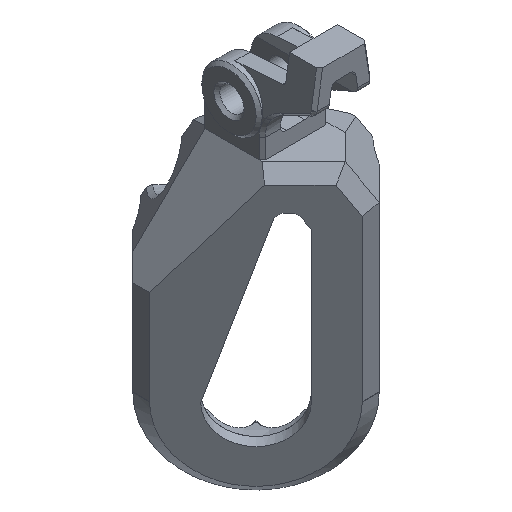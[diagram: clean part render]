
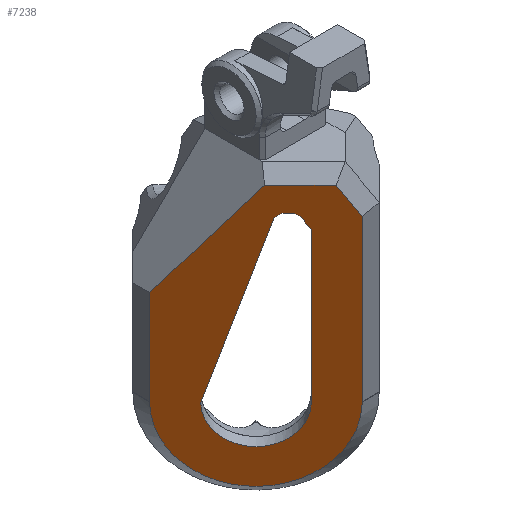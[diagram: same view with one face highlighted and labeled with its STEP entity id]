
A CAD part, isometric view. The second image highlights one B-rep face of the part: STEP entity #7238.
In plain terms, the highlighted planar face has unit normal (-0.707, -0.707, -0.035).
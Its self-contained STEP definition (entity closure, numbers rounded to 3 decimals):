
#49=CIRCLE('',#7575,3.);
#50=CIRCLE('',#7576,3.);
#51=CIRCLE('',#7577,13.);
#108=FACE_BOUND('',#974,.T.);
#552=FACE_OUTER_BOUND('',#973,.T.);
#973=EDGE_LOOP('',(#5594,#5595,#5596,#5597,#5598,#5599,#5600,#5601));
#974=EDGE_LOOP('',(#5602,#5603,#5604,#5605,#5606,#5607,#5608));
#1477=LINE('',#11889,#1928);
#1480=LINE('',#11894,#1931);
#1482=LINE('',#11898,#1933);
#1483=LINE('',#11921,#1934);
#1484=LINE('',#11922,#1935);
#1485=LINE('',#11925,#1936);
#1486=LINE('',#11929,#1937);
#1487=LINE('',#11933,#1938);
#1488=LINE('',#11935,#1939);
#1928=VECTOR('',#8172,10.);
#1931=VECTOR('',#8177,10.);
#1933=VECTOR('',#8181,10.);
#1934=VECTOR('',#8182,10.);
#1935=VECTOR('',#8183,10.);
#1936=VECTOR('',#8184,10.);
#1937=VECTOR('',#8187,10.);
#1938=VECTOR('',#8190,10.);
#1939=VECTOR('',#8191,10.);
#2370=B_SPLINE_CURVE_WITH_KNOTS('',3,(#11900,#11901,#11902,#11903),
 .UNSPECIFIED.,.F.,.F.,(4,4),(-1.576,-1.571),
 .UNSPECIFIED.);
#2371=B_SPLINE_CURVE_WITH_KNOTS('',3,(#11905,#11906,#11907,#11908,#11909,
#11910,#11911,#11912,#11913,#11914),.UNSPECIFIED.,.F.,.F.,(4,1,1,1,1,1,
1,4),(-4.708,-4.26,-3.813,-3.365,
-2.918,-2.47,-2.023,-1.576),
 .UNSPECIFIED.);
#2372=B_SPLINE_CURVE_WITH_KNOTS('',3,(#11916,#11917,#11918,#11919),
 .UNSPECIFIED.,.F.,.F.,(4,4),(1.571,1.576),
 .UNSPECIFIED.);
#3078=VERTEX_POINT('',#11886);
#3079=VERTEX_POINT('',#11888);
#3080=VERTEX_POINT('',#11893);
#3081=VERTEX_POINT('',#11897);
#3082=VERTEX_POINT('',#11899);
#3083=VERTEX_POINT('',#11904);
#3084=VERTEX_POINT('',#11915);
#3085=VERTEX_POINT('',#11920);
#3086=VERTEX_POINT('',#11923);
#3087=VERTEX_POINT('',#11924);
#3088=VERTEX_POINT('',#11926);
#3089=VERTEX_POINT('',#11928);
#3090=VERTEX_POINT('',#11930);
#3091=VERTEX_POINT('',#11932);
#3092=VERTEX_POINT('',#11934);
#3974=EDGE_CURVE('',#3079,#3078,#1477,.T.);
#3977=EDGE_CURVE('',#3079,#3080,#1480,.T.);
#3979=EDGE_CURVE('',#3081,#3078,#1482,.T.);
#3980=EDGE_CURVE('',#3082,#3081,#2370,.T.);
#3981=EDGE_CURVE('',#3083,#3082,#2371,.T.);
#3982=EDGE_CURVE('',#3084,#3083,#2372,.T.);
#3983=EDGE_CURVE('',#3085,#3084,#1483,.T.);
#3984=EDGE_CURVE('',#3080,#3085,#1484,.T.);
#3985=EDGE_CURVE('',#3086,#3087,#1485,.T.);
#3986=EDGE_CURVE('',#3087,#3088,#49,.T.);
#3987=EDGE_CURVE('',#3088,#3089,#1486,.T.);
#3988=EDGE_CURVE('',#3089,#3090,#50,.T.);
#3989=EDGE_CURVE('',#3090,#3091,#1487,.T.);
#3990=EDGE_CURVE('',#3091,#3092,#1488,.T.);
#3991=EDGE_CURVE('',#3092,#3086,#51,.T.);
#5594=ORIENTED_EDGE('',*,*,#3974,.T.);
#5595=ORIENTED_EDGE('',*,*,#3979,.F.);
#5596=ORIENTED_EDGE('',*,*,#3980,.F.);
#5597=ORIENTED_EDGE('',*,*,#3981,.F.);
#5598=ORIENTED_EDGE('',*,*,#3982,.F.);
#5599=ORIENTED_EDGE('',*,*,#3983,.F.);
#5600=ORIENTED_EDGE('',*,*,#3984,.F.);
#5601=ORIENTED_EDGE('',*,*,#3977,.F.);
#5602=ORIENTED_EDGE('',*,*,#3985,.T.);
#5603=ORIENTED_EDGE('',*,*,#3986,.T.);
#5604=ORIENTED_EDGE('',*,*,#3987,.T.);
#5605=ORIENTED_EDGE('',*,*,#3988,.T.);
#5606=ORIENTED_EDGE('',*,*,#3989,.T.);
#5607=ORIENTED_EDGE('',*,*,#3990,.T.);
#5608=ORIENTED_EDGE('',*,*,#3991,.T.);
#6959=PLANE('',#7574);
#7238=ADVANCED_FACE('',(#552,#108),#6959,.F.);
#7574=AXIS2_PLACEMENT_3D('',#11896,#8179,#8180);
#7575=AXIS2_PLACEMENT_3D('',#11927,#8185,#8186);
#7576=AXIS2_PLACEMENT_3D('',#11931,#8188,#8189);
#7577=AXIS2_PLACEMENT_3D('',#11936,#8192,#8193);
#8172=DIRECTION('',(-0.439,0.477,-0.761));
#8177=DIRECTION('',(0.707,-0.707,0.));
#8179=DIRECTION('center_axis',(0.707,0.707,0.035));
#8180=DIRECTION('ref_axis',(0.049,0.,-0.999));
#8181=DIRECTION('',(-0.025,-0.025,0.999));
#8182=DIRECTION('',(0.025,0.025,-0.999));
#8183=DIRECTION('',(0.413,-0.372,-0.832));
#8184=DIRECTION('',(0.189,-0.236,0.953));
#8185=DIRECTION('center_axis',(0.707,0.707,0.035));
#8186=DIRECTION('ref_axis',(-0.682,0.667,0.301));
#8187=DIRECTION('',(0.707,-0.707,0.));
#8188=DIRECTION('center_axis',(0.707,0.707,0.035));
#8189=DIRECTION('ref_axis',(-0.025,-0.025,0.999));
#8190=DIRECTION('',(0.413,-0.372,-0.832));
#8191=DIRECTION('',(0.025,0.025,-0.999));
#8192=DIRECTION('center_axis',(0.707,0.707,0.035));
#8193=DIRECTION('ref_axis',(0.707,-0.707,0.));
#11886=CARTESIAN_POINT('',(-32.689,7.694,-48.75));
#11888=CARTESIAN_POINT('',(-14.357,-12.206,-16.998));
#11889=CARTESIAN_POINT('',(-19.149,-7.004,-25.297));
#11893=CARTESIAN_POINT('',(-2.46,-24.103,-16.998));
#11894=CARTESIAN_POINT('',(-8.371,-18.192,-16.998));
#11896=CARTESIAN_POINT('Origin',(-14.696,-9.669,-61.5));
#11897=CARTESIAN_POINT('',(-31.893,8.49,-81.));
#11898=CARTESIAN_POINT('',(-32.591,7.792,-52.735));
#11899=CARTESIAN_POINT('',(-31.889,8.493,-81.12));
#11900=CARTESIAN_POINT('Ctrl Pts',(-31.889,8.493,-81.12));
#11901=CARTESIAN_POINT('Ctrl Pts',(-31.891,8.492,-81.08));
#11902=CARTESIAN_POINT('Ctrl Pts',(-31.892,8.491,-81.04));
#11903=CARTESIAN_POINT('Ctrl Pts',(-31.893,8.49,-81.));
#11904=CARTESIAN_POINT('',(3.465,-26.862,-81.12));
#11905=CARTESIAN_POINT('Ctrl Pts',(3.465,-26.862,-81.12));
#11906=CARTESIAN_POINT('Ctrl Pts',(3.545,-26.757,-84.85));
#11907=CARTESIAN_POINT('Ctrl Pts',(2.504,-25.348,-92.297));
#11908=CARTESIAN_POINT('Ctrl Pts',(-2.348,-20.054,
-101.248));
#11909=CARTESIAN_POINT('Ctrl Pts',(-9.538,-12.619,
-106.206));
#11910=CARTESIAN_POINT('Ctrl Pts',(-17.647,-4.51,
-106.21));
#11911=CARTESIAN_POINT('Ctrl Pts',(-25.08,2.678,-101.244));
#11912=CARTESIAN_POINT('Ctrl Pts',(-30.377,7.533,-92.299));
#11913=CARTESIAN_POINT('Ctrl Pts',(-31.785,8.573,-84.85));
#11914=CARTESIAN_POINT('Ctrl Pts',(-31.889,8.493,-81.12));
#11915=CARTESIAN_POINT('',(3.463,-26.865,-81.));
#11916=CARTESIAN_POINT('Ctrl Pts',(3.463,-26.865,-81.));
#11917=CARTESIAN_POINT('Ctrl Pts',(3.464,-26.864,-81.04));
#11918=CARTESIAN_POINT('Ctrl Pts',(3.465,-26.863,-81.08));
#11919=CARTESIAN_POINT('Ctrl Pts',(3.465,-26.862,-81.12));
#11920=CARTESIAN_POINT('',(2.11,-28.218,-26.21));
#11921=CARTESIAN_POINT('',(3.233,-27.094,-71.712));
#11922=CARTESIAN_POINT('',(5.733,-31.48,-33.512));
#11923=CARTESIAN_POINT('',(-23.4,0.012,-81.279));
#11924=CARTESIAN_POINT('',(-12.698,-13.353,-27.375));
#11925=CARTESIAN_POINT('',(-15.893,-9.363,-43.469));
#11926=CARTESIAN_POINT('',(-10.726,-15.428,-25.279));
#11927=CARTESIAN_POINT('Origin',(-10.652,-15.354,-28.277));
#11928=CARTESIAN_POINT('',(-9.818,-16.336,-25.279));
#11929=CARTESIAN_POINT('',(-12.704,-13.45,-25.279));
#11930=CARTESIAN_POINT('',(-8.019,-18.069,-26.615));
#11931=CARTESIAN_POINT('Origin',(-9.744,-16.262,-28.277));
#11932=CARTESIAN_POINT('',(-6.279,-19.636,-30.124));
#11933=CARTESIAN_POINT('',(-2.376,-23.151,-37.991));
#11934=CARTESIAN_POINT('',(-5.016,-18.373,-81.279));
#11935=CARTESIAN_POINT('',(-5.26,-18.617,-71.39));
#11936=CARTESIAN_POINT('Origin',(-14.208,-9.18,-81.279));
